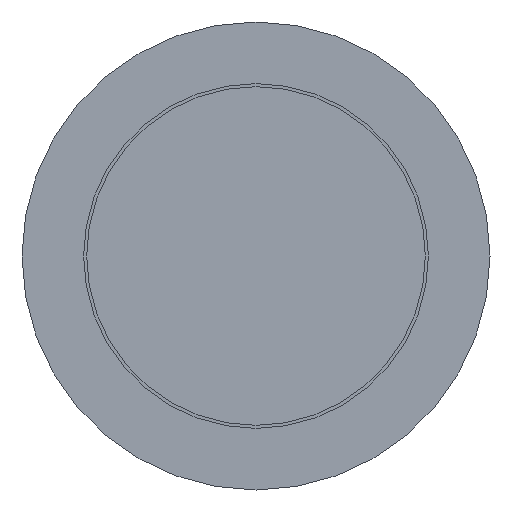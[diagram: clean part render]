
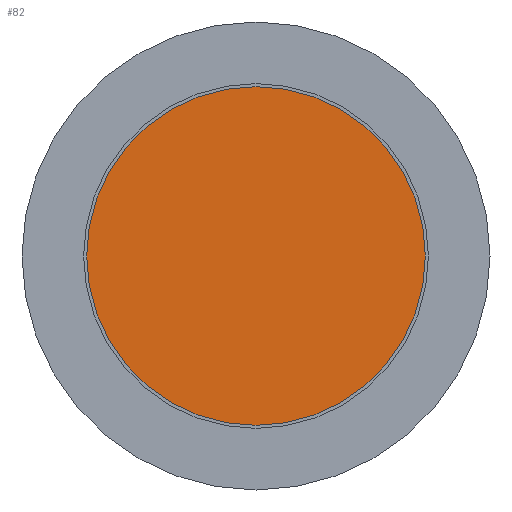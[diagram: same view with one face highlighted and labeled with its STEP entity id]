
A CAD part, front view. The second image highlights one B-rep face of the part: STEP entity #82.
In plain terms, the highlighted planar face has unit normal (0, -1, 0).
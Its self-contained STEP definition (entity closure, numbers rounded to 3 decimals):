
#12 = EDGE_LOOP ( 'NONE', ( #207 ) ) ;
#31 = CARTESIAN_POINT ( 'NONE',  ( 0., 0., 0. ) ) ;
#82 = ADVANCED_FACE ( 'NONE', ( #292 ), #208, .F. ) ;
#143 = CARTESIAN_POINT ( 'NONE',  ( 0., 0., -13.75 ) ) ;
#147 = AXIS2_PLACEMENT_3D ( 'NONE', #296, #512, #216 ) ;
#173 = CIRCLE ( 'NONE', #528, 13.75 ) ;
#207 = ORIENTED_EDGE ( 'NONE', *, *, #488, .T. ) ;
#208 = PLANE ( 'NONE',  #147 ) ;
#216 = DIRECTION ( 'NONE',  ( 0., 0., 1. ) ) ;
#229 = DIRECTION ( 'NONE',  ( 0., -1., 0. ) ) ;
#292 = FACE_OUTER_BOUND ( 'NONE', #12, .T. ) ;
#296 = CARTESIAN_POINT ( 'NONE',  ( -13.75, 0., 0. ) ) ;
#318 = DIRECTION ( 'NONE',  ( 0., 0., -1. ) ) ;
#442 = VERTEX_POINT ( 'NONE', #143 ) ;
#488 = EDGE_CURVE ( 'NONE', #442, #442, #173, .T. ) ;
#512 = DIRECTION ( 'NONE',  ( 0., 1., 0. ) ) ;
#528 = AXIS2_PLACEMENT_3D ( 'NONE', #31, #229, #318 ) ;
